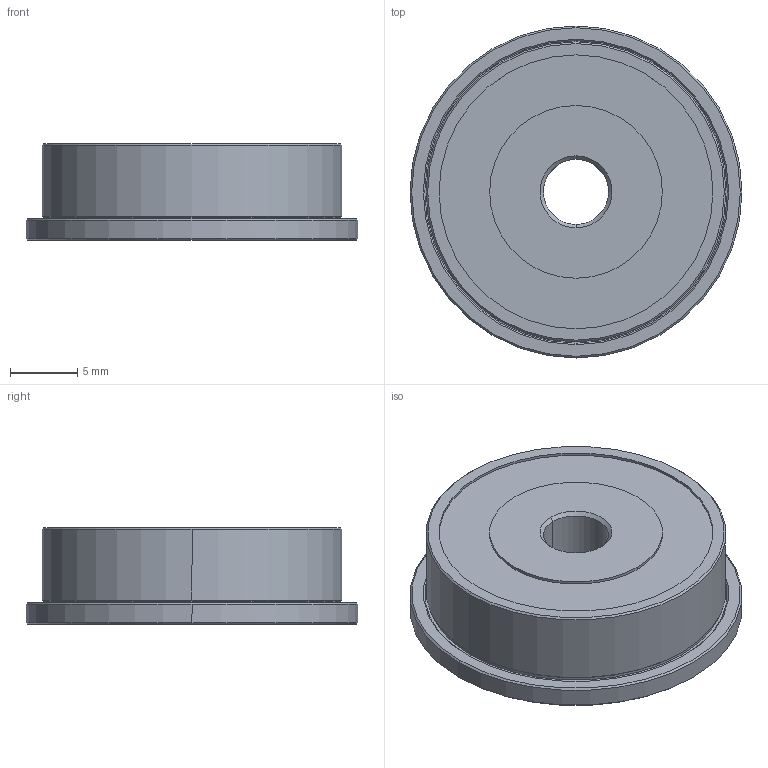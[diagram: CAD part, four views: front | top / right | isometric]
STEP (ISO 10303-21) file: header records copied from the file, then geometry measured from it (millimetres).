
FILE_DESCRIPTION (( 'STEP AP203' ), '1' );
FILE_NAME ('REV-21-3199_OBSCURED.STEP', '2024-10-31T20:53:52', ( '' ), ( '' ), 'SwSTEP 2.0', 'SolidWorks 2022', '' );
FILE_SCHEMA (( 'CONFIG_CONTROL_DESIGN' ));
Length unit declared in the file: millimetre
Products named in the file (1): REV-21-3199_OBSCURED
Bounding box: 24.6 x 24.6 x 7.14 mm (x, y, z)
Volume: 2695.2 mm3; surface area: 1573.3 mm2
Topology: 1 solids, 1 shells, 38 faces, 76 edges, 46 vertices
Faces by surface type: cylinder 16, cone 14, plane 8
Entity records: 1075 total; most frequent: DIRECTION 200, CARTESIAN_POINT 161, ORIENTED_EDGE 152, AXIS2_PLACEMENT_3D 85, EDGE_CURVE 76, CIRCLE 46, EDGE_LOOP 46, VERTEX_POINT 46
